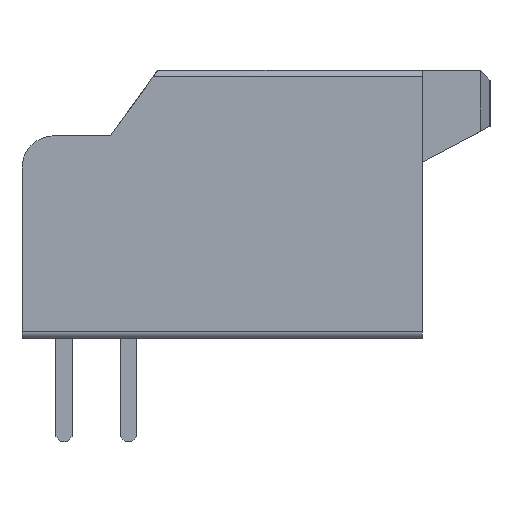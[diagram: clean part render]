
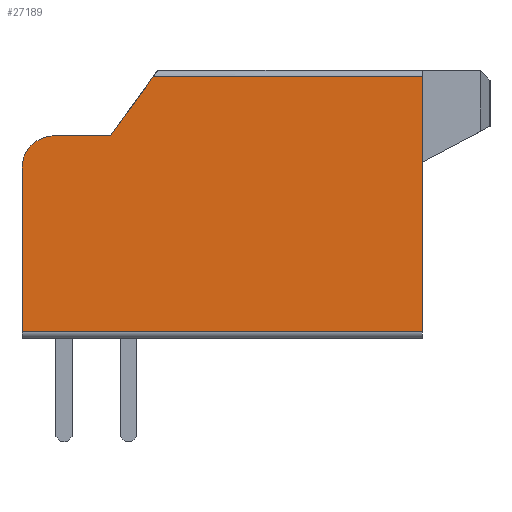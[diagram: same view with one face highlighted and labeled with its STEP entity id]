
A CAD part, left-side view. The second image highlights one B-rep face of the part: STEP entity #27189.
In plain terms, the highlighted planar face has unit normal (-1, 0, 0).
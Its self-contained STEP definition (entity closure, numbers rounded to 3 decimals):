
#718 = VECTOR ( 'NONE', #3489, 1000. ) ;
#2202 = DIRECTION ( 'NONE',  ( 0., 1., 0. ) ) ;
#2947 = CIRCLE ( 'NONE', #31895, 1. ) ;
#3016 = CARTESIAN_POINT ( 'NONE',  ( -10., 2.3, 0.2 ) ) ;
#3361 = VERTEX_POINT ( 'NONE', #23187 ) ;
#3374 = CARTESIAN_POINT ( 'NONE',  ( -10., -0.441, 6.275 ) ) ;
#3489 = DIRECTION ( 'NONE',  ( 0., 0.587, -0.81 ) ) ;
#3647 = DIRECTION ( 'NONE',  ( 0., 0., 1. ) ) ;
#4771 = LINE ( 'NONE', #7211, #32041 ) ;
#5249 = CARTESIAN_POINT ( 'NONE',  ( -10., -10.1, 0.2 ) ) ;
#5564 = ORIENTED_EDGE ( 'NONE', *, *, #10561, .T. ) ;
#5851 = EDGE_CURVE ( 'NONE', #20792, #21959, #4771, .T. ) ;
#6491 = VECTOR ( 'NONE', #2202, 1000. ) ;
#7211 = CARTESIAN_POINT ( 'NONE',  ( -10., 2.3, 6.275 ) ) ;
#7346 = EDGE_CURVE ( 'NONE', #24928, #3361, #11833, .T. ) ;
#7353 = FACE_OUTER_BOUND ( 'NONE', #20541, .T. ) ;
#7364 = DIRECTION ( 'NONE',  ( 0., 1., 0. ) ) ;
#7509 = DIRECTION ( 'NONE',  ( 1., 0., 0. ) ) ;
#7514 = VECTOR ( 'NONE', #3647, 1000. ) ;
#7843 = DIRECTION ( 'NONE',  ( 0., 1., 0. ) ) ;
#8016 = LINE ( 'NONE', #30417, #718 ) ;
#8873 = VERTEX_POINT ( 'NONE', #5249 ) ;
#8885 = DIRECTION ( 'NONE',  ( -1., 0., 0. ) ) ;
#9466 = ORIENTED_EDGE ( 'NONE', *, *, #7346, .T. ) ;
#10561 = EDGE_CURVE ( 'NONE', #26269, #22627, #16577, .T. ) ;
#11282 = ORIENTED_EDGE ( 'NONE', *, *, #11322, .T. ) ;
#11322 = EDGE_CURVE ( 'NONE', #21959, #24928, #2947, .T. ) ;
#11833 = LINE ( 'NONE', #21346, #30071 ) ;
#12253 = CARTESIAN_POINT ( 'NONE',  ( -10., -10.1, 8.1 ) ) ;
#14396 = AXIS2_PLACEMENT_3D ( 'NONE', #30091, #7509, #7843 ) ;
#14660 = LINE ( 'NONE', #3016, #24020 ) ;
#14832 = DIRECTION ( 'NONE',  ( 0., -1., 0. ) ) ;
#15685 = EDGE_CURVE ( 'NONE', #3361, #8873, #14660, .T. ) ;
#16577 = LINE ( 'NONE', #27005, #6491 ) ;
#18033 = LINE ( 'NONE', #18188, #7514 ) ;
#18188 = CARTESIAN_POINT ( 'NONE',  ( -10., -10.1, 0. ) ) ;
#18824 = EDGE_CURVE ( 'NONE', #22627, #20792, #8016, .T. ) ;
#19083 = DIRECTION ( 'NONE',  ( 0., 0., -1. ) ) ;
#19298 = ORIENTED_EDGE ( 'NONE', *, *, #5851, .T. ) ;
#19805 = EDGE_CURVE ( 'NONE', #8873, #26269, #18033, .T. ) ;
#20342 = CARTESIAN_POINT ( 'NONE',  ( -10., 1.3, 6.275 ) ) ;
#20541 = EDGE_LOOP ( 'NONE', ( #9466, #30603, #27787, #5564, #26459, #19298, #11282 ) ) ;
#20792 = VERTEX_POINT ( 'NONE', #3374 ) ;
#21346 = CARTESIAN_POINT ( 'NONE',  ( -10., 2.3, 8.3 ) ) ;
#21959 = VERTEX_POINT ( 'NONE', #20342 ) ;
#22362 = PLANE ( 'NONE',  #14396 ) ;
#22627 = VERTEX_POINT ( 'NONE', #23060 ) ;
#23060 = CARTESIAN_POINT ( 'NONE',  ( -10., -1.764, 8.1 ) ) ;
#23187 = CARTESIAN_POINT ( 'NONE',  ( -10., 2.3, 0.2 ) ) ;
#23730 = DIRECTION ( 'NONE',  ( 0., 1., 0. ) ) ;
#24020 = VECTOR ( 'NONE', #14832, 1000. ) ;
#24928 = VERTEX_POINT ( 'NONE', #31011 ) ;
#26269 = VERTEX_POINT ( 'NONE', #12253 ) ;
#26459 = ORIENTED_EDGE ( 'NONE', *, *, #18824, .T. ) ;
#27005 = CARTESIAN_POINT ( 'NONE',  ( -10., -1.909, 8.1 ) ) ;
#27189 = ADVANCED_FACE ( 'NONE', ( #7353 ), #22362, .F. ) ;
#27787 = ORIENTED_EDGE ( 'NONE', *, *, #19805, .T. ) ;
#28342 = CARTESIAN_POINT ( 'NONE',  ( -10., 1.3, 5.275 ) ) ;
#30071 = VECTOR ( 'NONE', #19083, 1000. ) ;
#30091 = CARTESIAN_POINT ( 'NONE',  ( -10., 2.3, 8.3 ) ) ;
#30417 = CARTESIAN_POINT ( 'NONE',  ( -10., -0.441, 6.275 ) ) ;
#30603 = ORIENTED_EDGE ( 'NONE', *, *, #15685, .T. ) ;
#31011 = CARTESIAN_POINT ( 'NONE',  ( -10., 2.3, 5.275 ) ) ;
#31895 = AXIS2_PLACEMENT_3D ( 'NONE', #28342, #8885, #23730 ) ;
#32041 = VECTOR ( 'NONE', #7364, 1000. ) ;
